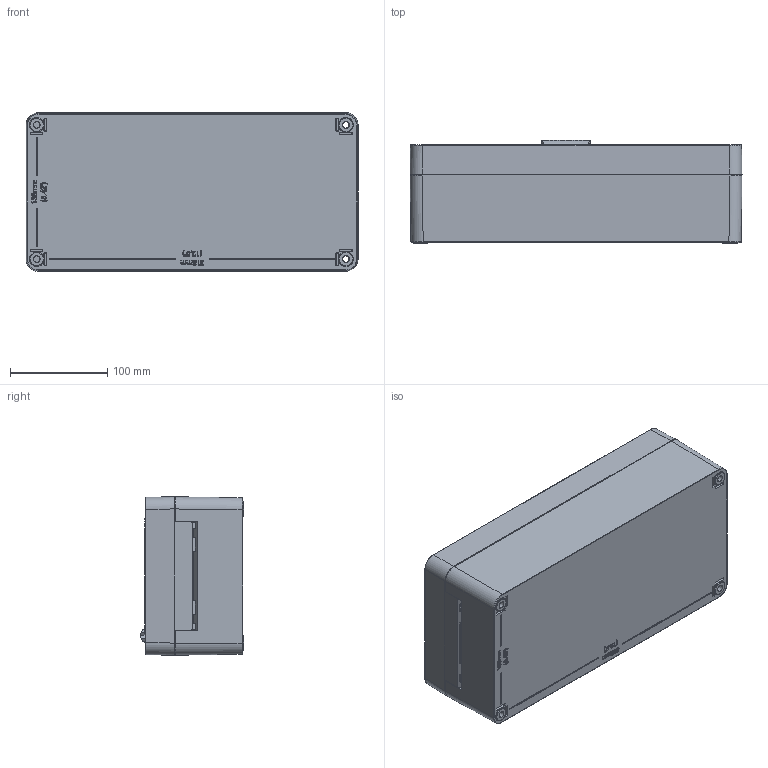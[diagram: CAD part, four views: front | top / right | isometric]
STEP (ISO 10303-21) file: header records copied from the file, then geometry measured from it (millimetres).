
FILE_DESCRIPTION (( 'STEP AP214' ), '1' );
FILE_NAME ('22163400.STEP', '2008-11-11T11:43:26', ( ' ' ), ( '' ), 'SwSTEP 2.0', 'SolidWorks 2008', '' );
FILE_SCHEMA (( 'AUTOMOTIVE_DESIGN' ));
Length unit declared in the file: millimetre
Products named in the file (14): 86233_Standard; 22163400; 26303_Standard; 94412_Standard; 83010_Standard; 82209_Standard; 94243_Standard; 94144_Vorspannung 4 mm; 25303_Standard; 82009_Standard; 82210_Standard; 86234_Standard
Assembly tree (21 placements, depth 3):
  22163400
    82009_Standard  x2
    83010_Standard  x2
    94412_Standard  x2
    26303_Standard
      26303_Standard
    94243_Standard
    82209_Standard
    82210_Standard
    94144_Vorspannung 4 mm  x2
    25303_Standard
      86234_Standard  x2
      25303_Standard
      86233_Standard  x4
Bounding box: 341.5 x 105.95 x 163 mm (x, y, z)
Volume: 1021989.3 mm3; surface area: 456476.9 mm2
Topology: 19 solids, 19 shells, 3370 faces, 7907 edges, 4171 vertices
Faces by surface type: bspline 1297, cylinder 1048, plane 609, sphere 248, cone 90, torus 78
Entity records: 146299 total; most frequent: CARTESIAN_POINT 88364, ORIENTED_EDGE 13690, DIRECTION 9464, EDGE_CURVE 6845, VERTEX_POINT 3821, AXIS2_PLACEMENT_3D 3621, EDGE_LOOP 3202, FACE_OUTER_BOUND 3112
